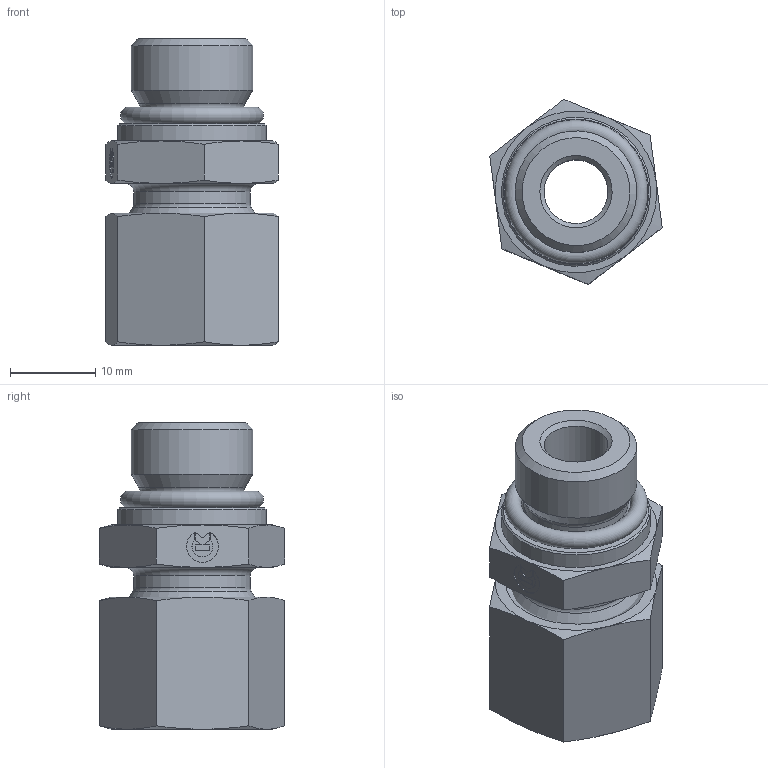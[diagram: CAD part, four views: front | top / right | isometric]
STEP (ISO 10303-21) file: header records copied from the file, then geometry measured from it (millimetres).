
FILE_DESCRIPTION((''),'2;1');
FILE_NAME('18110091616.stp','2014-09-18T11:43:14',(''),('KNOMI spol. s r. o.'),'Autodesk Inventor 2012','Autodesk Inventor 2012','');
FILE_SCHEMA(('AUTOMOTIVE_DESIGN { 1 2 10303 214 0 1 1 1 }'));
Length unit declared in the file: millimetre
Products named in the file (6): PHK-UNF 10L   9/16- 18/M16; 3911016; 40110; PHFUNF; 17310091616; 606119019890
Assembly tree (5 placements, depth 3):
  PHK-UNF 10L   9/16- 18/M16
    3911016
    40110
    PHFUNF
      17310091616
      606119019890
Bounding box: 20.27 x 21.75 x 36 mm (x, y, z)
Volume: 7150.4 mm3; surface area: 5767.9 mm2
Topology: 4 solids, 4 shells, 113 faces, 257 edges, 158 vertices
Faces by surface type: plane 52, cone 39, cylinder 16, torus 6
Full cylindrical faces by diameter (mm): 7.5 x1, 10 x3, 12.24 x1, 12.3 x1, 13.7 x1, 14 x1, 14.287 x1, 14.376 x1, 16 x1, 17.5 x1
Entity records: 3157 total; most frequent: CARTESIAN_POINT 585, DIRECTION 490, ORIENTED_EDGE 432, EDGE_CURVE 216, AXIS2_PLACEMENT_3D 198, EDGE_LOOP 159, VERTEX_POINT 149, STYLED_ITEM 117
